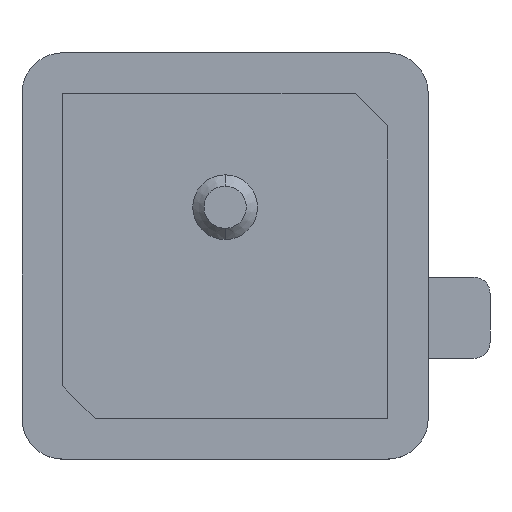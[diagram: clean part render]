
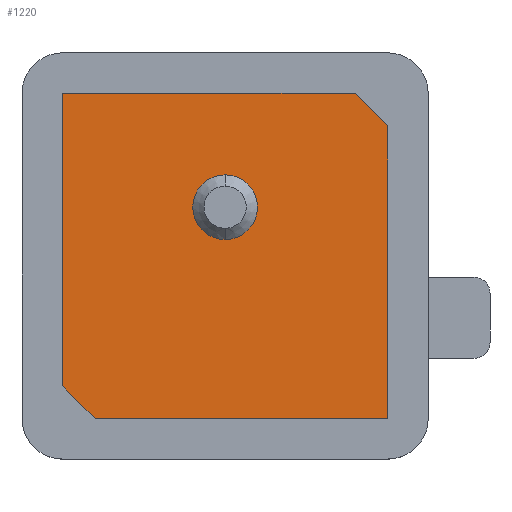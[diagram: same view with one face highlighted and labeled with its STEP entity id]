
A CAD part, top view. The second image highlights one B-rep face of the part: STEP entity #1220.
In plain terms, the highlighted planar face has unit normal (0, 0, 1).
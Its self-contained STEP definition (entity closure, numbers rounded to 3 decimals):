
#405=DIRECTION('',(0.,-1.,0.));
#406=VECTOR('',#405,18.);
#407=CARTESIAN_POINT('',(-10.,10.,0.01));
#408=LINE('',#407,#406);
#409=DIRECTION('',(-1.,0.,0.));
#410=VECTOR('',#409,18.);
#411=CARTESIAN_POINT('',(8.,10.,0.01));
#412=LINE('',#411,#410);
#413=DIRECTION('',(-0.707,0.707,0.));
#414=VECTOR('',#413,2.828);
#415=CARTESIAN_POINT('',(10.,8.,0.01));
#416=LINE('',#415,#414);
#417=DIRECTION('',(0.,1.,0.));
#418=VECTOR('',#417,18.);
#419=CARTESIAN_POINT('',(10.,-10.,0.01));
#420=LINE('',#419,#418);
#421=DIRECTION('',(1.,0.,0.));
#422=VECTOR('',#421,18.);
#423=CARTESIAN_POINT('',(-8.,-10.,0.01));
#424=LINE('',#423,#422);
#425=DIRECTION('',(0.707,-0.707,0.));
#426=VECTOR('',#425,2.828);
#427=CARTESIAN_POINT('',(-10.,-8.,0.01));
#428=LINE('',#427,#426);
#429=CARTESIAN_POINT('',(0.,3.,0.01));
#430=DIRECTION('',(0.,0.,1.));
#431=DIRECTION('',(0.,-1.,0.));
#432=AXIS2_PLACEMENT_3D('',#429,#430,#431);
#434=CARTESIAN_POINT('',(0.,3.,0.01));
#435=DIRECTION('',(0.,0.,1.));
#436=DIRECTION('',(0.,1.,0.));
#437=AXIS2_PLACEMENT_3D('',#434,#435,#436);
#565=CARTESIAN_POINT('',(-10.,10.,0.01));
#566=CARTESIAN_POINT('',(-10.,-8.,0.01));
#567=VERTEX_POINT('',#565);
#568=VERTEX_POINT('',#566);
#569=CARTESIAN_POINT('',(-8.,-10.,0.01));
#570=VERTEX_POINT('',#569);
#571=CARTESIAN_POINT('',(10.,-10.,0.01));
#572=VERTEX_POINT('',#571);
#573=CARTESIAN_POINT('',(10.,8.,0.01));
#574=VERTEX_POINT('',#573);
#575=CARTESIAN_POINT('',(8.,10.,0.01));
#576=VERTEX_POINT('',#575);
#589=CARTESIAN_POINT('',(0.,1.01,0.01));
#590=CARTESIAN_POINT('',(0.,4.99,0.01));
#591=VERTEX_POINT('',#589);
#592=VERTEX_POINT('',#590);
#1201=CARTESIAN_POINT('',(0.,0.,0.01));
#1202=DIRECTION('',(0.,0.,1.));
#1203=DIRECTION('',(1.,0.,0.));
#1204=AXIS2_PLACEMENT_3D('',#1201,#1202,#1203);
#1205=PLANE('',#1204);
#1206=ORIENTED_EDGE('',*,*,#1125,.F.);
#1207=ORIENTED_EDGE('',*,*,#1140,.F.);
#1208=ORIENTED_EDGE('',*,*,#1154,.F.);
#1209=ORIENTED_EDGE('',*,*,#1168,.F.);
#1210=ORIENTED_EDGE('',*,*,#1182,.F.);
#1211=ORIENTED_EDGE('',*,*,#1195,.F.);
#1212=EDGE_LOOP('',(#1206,#1207,#1208,#1209,#1210,#1211));
#1213=FACE_OUTER_BOUND('',#1212,.F.);
#1215=ORIENTED_EDGE('',*,*,#1214,.T.);
#1217=ORIENTED_EDGE('',*,*,#1216,.T.);
#1218=EDGE_LOOP('',(#1215,#1217));
#1219=FACE_BOUND('',#1218,.F.);
#1220=ADVANCED_FACE('',(#1213,#1219),#1205,.T.);
#433=CIRCLE('',#432,1.99);
#438=CIRCLE('',#437,1.99);
#1125=EDGE_CURVE('',#567,#568,#408,.T.);
#1140=EDGE_CURVE('',#576,#567,#412,.T.);
#1154=EDGE_CURVE('',#574,#576,#416,.T.);
#1168=EDGE_CURVE('',#572,#574,#420,.T.);
#1182=EDGE_CURVE('',#570,#572,#424,.T.);
#1195=EDGE_CURVE('',#568,#570,#428,.T.);
#1214=EDGE_CURVE('',#591,#592,#433,.T.);
#1216=EDGE_CURVE('',#592,#591,#438,.T.);
